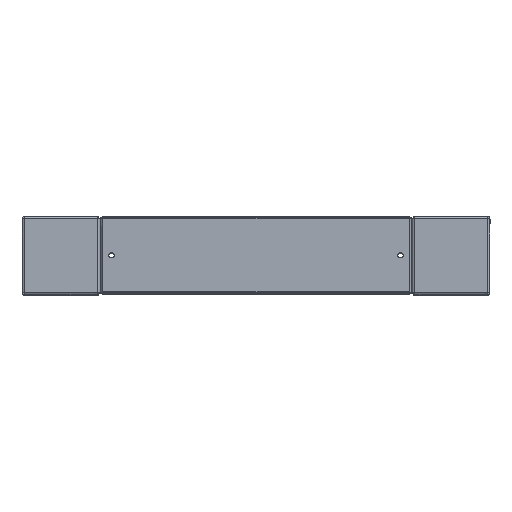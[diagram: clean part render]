
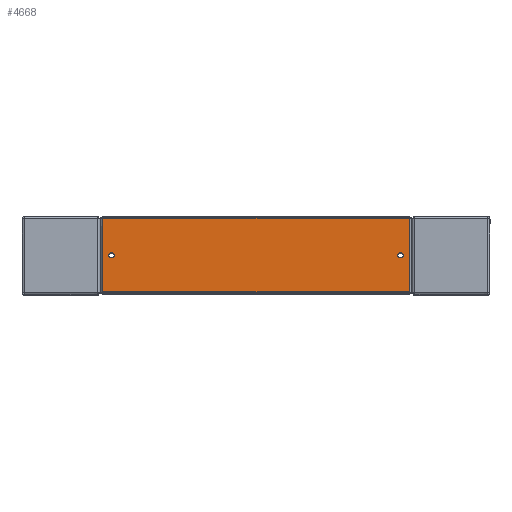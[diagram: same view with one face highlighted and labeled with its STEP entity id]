
A CAD part, top view. The second image highlights one B-rep face of the part: STEP entity #4668.
In plain terms, the highlighted planar face has unit normal (0, 0, 1).
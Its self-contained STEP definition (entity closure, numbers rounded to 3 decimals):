
#56 = VERTEX_POINT ( 'NONE', #4100 ) ;
#104 = DIRECTION ( 'NONE',  ( -1., 0., 0. ) ) ;
#156 = CIRCLE ( 'NONE', #4188, 3.5 ) ;
#259 = VECTOR ( 'NONE', #3959, 1000. ) ;
#294 = CARTESIAN_POINT ( 'NONE',  ( 13.5, 49.5, 0. ) ) ;
#343 = AXIS2_PLACEMENT_3D ( 'NONE', #4223, #3328, #6262 ) ;
#432 = CARTESIAN_POINT ( 'NONE',  ( 395.1, 1.401, 0. ) ) ;
#472 = AXIS2_PLACEMENT_3D ( 'NONE', #294, #6319, #1295 ) ;
#931 = CARTESIAN_POINT ( 'NONE',  ( 396.099, 96.6, 0. ) ) ;
#1205 = VERTEX_POINT ( 'NONE', #4194 ) ;
#1218 = FACE_BOUND ( 'NONE', #5563, .T. ) ;
#1295 = DIRECTION ( 'NONE',  ( -1., 0., 0. ) ) ;
#1405 = DIRECTION ( 'NONE',  ( 0., 1., 0. ) ) ;
#1438 = DIRECTION ( 'NONE',  ( -1., 0., 0. ) ) ;
#1664 = CARTESIAN_POINT ( 'NONE',  ( 395.1, 2.4, 0. ) ) ;
#1709 = CARTESIAN_POINT ( 'NONE',  ( 10., 49.5, 0. ) ) ;
#1764 = DIRECTION ( 'NONE',  ( 0., 0., -1. ) ) ;
#1780 = AXIS2_PLACEMENT_3D ( 'NONE', #5177, #1764, #6120 ) ;
#1878 = LINE ( 'NONE', #931, #2991 ) ;
#2218 = VERTEX_POINT ( 'NONE', #1709 ) ;
#2271 = CARTESIAN_POINT ( 'NONE',  ( 1.401, 2.4, 0. ) ) ;
#2292 = CARTESIAN_POINT ( 'NONE',  ( 387.5, 49.5, 0. ) ) ;
#2455 = ORIENTED_EDGE ( 'NONE', *, *, #3009, .T. ) ;
#2462 = CARTESIAN_POINT ( 'NONE',  ( 2.4, 97.599, 0. ) ) ;
#2768 = VERTEX_POINT ( 'NONE', #1664 ) ;
#2871 = DIRECTION ( 'NONE',  ( -1., 0., 0. ) ) ;
#2877 = LINE ( 'NONE', #2462, #259 ) ;
#2991 = VECTOR ( 'NONE', #2871, 1000. ) ;
#3009 = EDGE_CURVE ( 'NONE', #2768, #1205, #6330, .T. ) ;
#3016 = ORIENTED_EDGE ( 'NONE', *, *, #5950, .T. ) ;
#3111 = EDGE_CURVE ( 'NONE', #5207, #2768, #3166, .T. ) ;
#3122 = CIRCLE ( 'NONE', #343, 3.5 ) ;
#3146 = CIRCLE ( 'NONE', #472, 3.5 ) ;
#3152 = PLANE ( 'NONE',  #1780 ) ;
#3166 = LINE ( 'NONE', #2271, #6001 ) ;
#3198 = ORIENTED_EDGE ( 'NONE', *, *, #3201, .T. ) ;
#3201 = EDGE_CURVE ( 'NONE', #1205, #4016, #1878, .T. ) ;
#3222 = CARTESIAN_POINT ( 'NONE',  ( 17., 49.5, 0. ) ) ;
#3306 = EDGE_LOOP ( 'NONE', ( #3976, #5628 ) ) ;
#3328 = DIRECTION ( 'NONE',  ( 0., 0., -1. ) ) ;
#3491 = VERTEX_POINT ( 'NONE', #2292 ) ;
#3714 = CARTESIAN_POINT ( 'NONE',  ( 2.4, 2.4, 0. ) ) ;
#3896 = CARTESIAN_POINT ( 'NONE',  ( 384., 49.5, 0. ) ) ;
#3948 = EDGE_CURVE ( 'NONE', #3491, #56, #6013, .T. ) ;
#3959 = DIRECTION ( 'NONE',  ( 0., -1., 0. ) ) ;
#3976 = ORIENTED_EDGE ( 'NONE', *, *, #5387, .T. ) ;
#3985 = ORIENTED_EDGE ( 'NONE', *, *, #4801, .T. ) ;
#4016 = VERTEX_POINT ( 'NONE', #4613 ) ;
#4100 = CARTESIAN_POINT ( 'NONE',  ( 380.5, 49.5, 0. ) ) ;
#4188 = AXIS2_PLACEMENT_3D ( 'NONE', #4199, #4531, #104 ) ;
#4194 = CARTESIAN_POINT ( 'NONE',  ( 395.1, 96.6, 0. ) ) ;
#4199 = CARTESIAN_POINT ( 'NONE',  ( 384., 49.5, 0. ) ) ;
#4223 = CARTESIAN_POINT ( 'NONE',  ( 13.5, 49.5, 0. ) ) ;
#4238 = FACE_BOUND ( 'NONE', #3306, .T. ) ;
#4254 = DIRECTION ( 'NONE',  ( 1., 0., 0. ) ) ;
#4337 = ORIENTED_EDGE ( 'NONE', *, *, #3111, .T. ) ;
#4531 = DIRECTION ( 'NONE',  ( 0., 0., -1. ) ) ;
#4613 = CARTESIAN_POINT ( 'NONE',  ( 2.4, 96.6, 0. ) ) ;
#4668 = ADVANCED_FACE ( 'NONE', ( #1218, #4238, #6213 ), #3152, .F. ) ;
#4695 = ORIENTED_EDGE ( 'NONE', *, *, #6112, .T. ) ;
#4801 = EDGE_CURVE ( 'NONE', #2218, #5190, #3122, .T. ) ;
#5177 = CARTESIAN_POINT ( 'NONE',  ( 0., 0., 0. ) ) ;
#5190 = VERTEX_POINT ( 'NONE', #3222 ) ;
#5207 = VERTEX_POINT ( 'NONE', #3714 ) ;
#5284 = AXIS2_PLACEMENT_3D ( 'NONE', #3896, #6397, #1438 ) ;
#5387 = EDGE_CURVE ( 'NONE', #56, #3491, #156, .T. ) ;
#5563 = EDGE_LOOP ( 'NONE', ( #3985, #4695 ) ) ;
#5578 = VECTOR ( 'NONE', #1405, 1000. ) ;
#5628 = ORIENTED_EDGE ( 'NONE', *, *, #3948, .T. ) ;
#5950 = EDGE_CURVE ( 'NONE', #4016, #5207, #2877, .T. ) ;
#6001 = VECTOR ( 'NONE', #4254, 1000. ) ;
#6013 = CIRCLE ( 'NONE', #5284, 3.5 ) ;
#6112 = EDGE_CURVE ( 'NONE', #5190, #2218, #3146, .T. ) ;
#6120 = DIRECTION ( 'NONE',  ( -1., 0., 0. ) ) ;
#6213 = FACE_OUTER_BOUND ( 'NONE', #6294, .T. ) ;
#6262 = DIRECTION ( 'NONE',  ( -1., 0., 0. ) ) ;
#6294 = EDGE_LOOP ( 'NONE', ( #4337, #2455, #3198, #3016 ) ) ;
#6319 = DIRECTION ( 'NONE',  ( 0., 0., -1. ) ) ;
#6330 = LINE ( 'NONE', #432, #5578 ) ;
#6397 = DIRECTION ( 'NONE',  ( 0., 0., -1. ) ) ;
